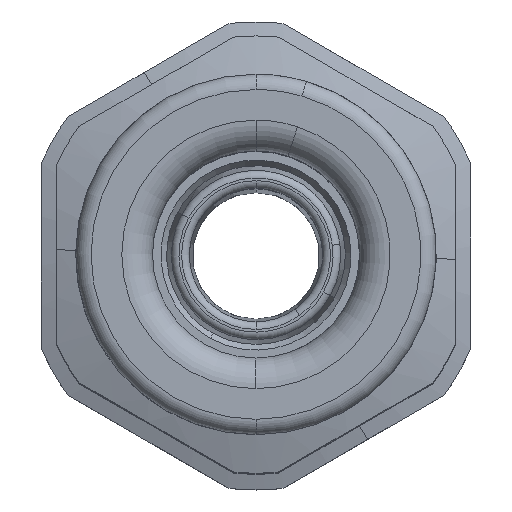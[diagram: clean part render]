
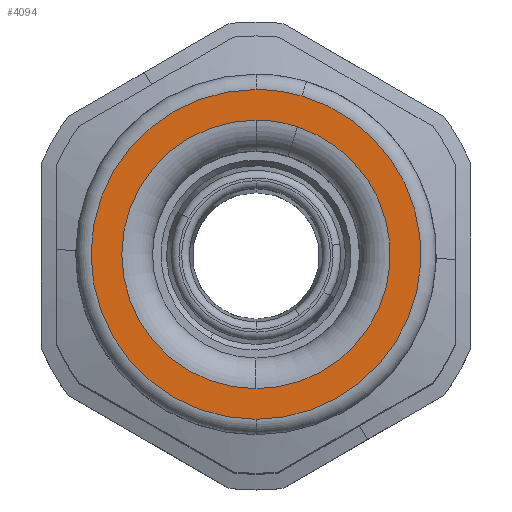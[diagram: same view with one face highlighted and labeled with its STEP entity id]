
A CAD part, top view. The second image highlights one B-rep face of the part: STEP entity #4094.
In plain terms, the highlighted planar face has unit normal (0, 0, 1).
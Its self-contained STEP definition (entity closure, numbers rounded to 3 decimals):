
#3943=AXIS2_PLACEMENT_3D('Circle Axis2P3D',#3941,#3942,$) ;
#3960=AXIS2_PLACEMENT_3D('Circle Axis2P3D',#3958,#3959,$) ;
#3984=AXIS2_PLACEMENT_3D('Circle Axis2P3D',#3982,#3983,$) ;
#4061=AXIS2_PLACEMENT_3D('Plane Axis2P3D',#4058,#4059,#4060) ;
#4070=AXIS2_PLACEMENT_3D('Circle Axis2P3D',#4068,#4069,$) ;
#4079=AXIS2_PLACEMENT_3D('Circle Axis2P3D',#4077,#4078,$) ;
#4086=AXIS2_PLACEMENT_3D('Circle Axis2P3D',#4084,#4085,$) ;
#3931=CARTESIAN_POINT('Vertex',(17.,25.573,82.4)) ;
#3938=CARTESIAN_POINT('Vertex',(14.,26.,82.4)) ;
#3941=CARTESIAN_POINT('Axis2P3D Location',(14.,15.25,82.4)) ;
#3958=CARTESIAN_POINT('Axis2P3D Location',(14.,15.25,82.4)) ;
#3962=CARTESIAN_POINT('Vertex',(14.,4.5,82.4)) ;
#3982=CARTESIAN_POINT('Axis2P3D Location',(14.,15.25,82.4)) ;
#4058=CARTESIAN_POINT('Axis2P3D Location',(14.,15.25,82.4)) ;
#4068=CARTESIAN_POINT('Axis2P3D Location',(14.,15.25,82.4)) ;
#4072=CARTESIAN_POINT('Vertex',(16.704,23.572,82.4)) ;
#4074=CARTESIAN_POINT('Vertex',(14.,24.,82.4)) ;
#4077=CARTESIAN_POINT('Axis2P3D Location',(14.,15.25,82.4)) ;
#4081=CARTESIAN_POINT('Vertex',(14.,6.5,82.4)) ;
#4084=CARTESIAN_POINT('Axis2P3D Location',(14.,15.25,82.4)) ;
#3942=DIRECTION('Axis2P3D Direction',(0.,0.,1.)) ;
#3959=DIRECTION('Axis2P3D Direction',(0.,0.,1.)) ;
#3983=DIRECTION('Axis2P3D Direction',(0.,0.,1.)) ;
#4059=DIRECTION('Axis2P3D Direction',(0.,0.,1.)) ;
#4060=DIRECTION('Axis2P3D XDirection',(0.,1.,0.)) ;
#4069=DIRECTION('Axis2P3D Direction',(0.,0.,1.)) ;
#4078=DIRECTION('Axis2P3D Direction',(0.,0.,1.)) ;
#4085=DIRECTION('Axis2P3D Direction',(0.,0.,1.)) ;
#4064=ORIENTED_EDGE('',*,*,#3986,.T.) ;
#4065=ORIENTED_EDGE('',*,*,#3964,.T.) ;
#4066=ORIENTED_EDGE('',*,*,#3945,.T.) ;
#4090=ORIENTED_EDGE('',*,*,#4076,.F.) ;
#4091=ORIENTED_EDGE('',*,*,#4083,.F.) ;
#4092=ORIENTED_EDGE('',*,*,#4088,.F.) ;
#4093=FACE_BOUND('',#4089,.T.) ;
#4094=ADVANCED_FACE('Body',(#4067,#4093),#4062,.T.) ;
#3944=CIRCLE('generated circle',#3943,10.75) ;
#3961=CIRCLE('generated circle',#3960,10.75) ;
#3985=CIRCLE('generated circle',#3984,10.75) ;
#4071=CIRCLE('generated circle',#4070,8.75) ;
#4080=CIRCLE('generated circle',#4079,8.75) ;
#4087=CIRCLE('generated circle',#4086,8.75) ;
#3945=EDGE_CURVE('',#3932,#3939,#3944,.T.) ;
#3964=EDGE_CURVE('',#3963,#3932,#3961,.T.) ;
#3986=EDGE_CURVE('',#3939,#3963,#3985,.T.) ;
#4076=EDGE_CURVE('',#4073,#4075,#4071,.T.) ;
#4083=EDGE_CURVE('',#4082,#4073,#4080,.T.) ;
#4088=EDGE_CURVE('',#4075,#4082,#4087,.T.) ;
#4063=EDGE_LOOP('',(#4064,#4065,#4066)) ;
#4089=EDGE_LOOP('',(#4090,#4091,#4092)) ;
#4067=FACE_OUTER_BOUND('',#4063,.T.) ;
#4062=PLANE('',#4061) ;
#3932=VERTEX_POINT('',#3931) ;
#3939=VERTEX_POINT('',#3938) ;
#3963=VERTEX_POINT('',#3962) ;
#4073=VERTEX_POINT('',#4072) ;
#4075=VERTEX_POINT('',#4074) ;
#4082=VERTEX_POINT('',#4081) ;
